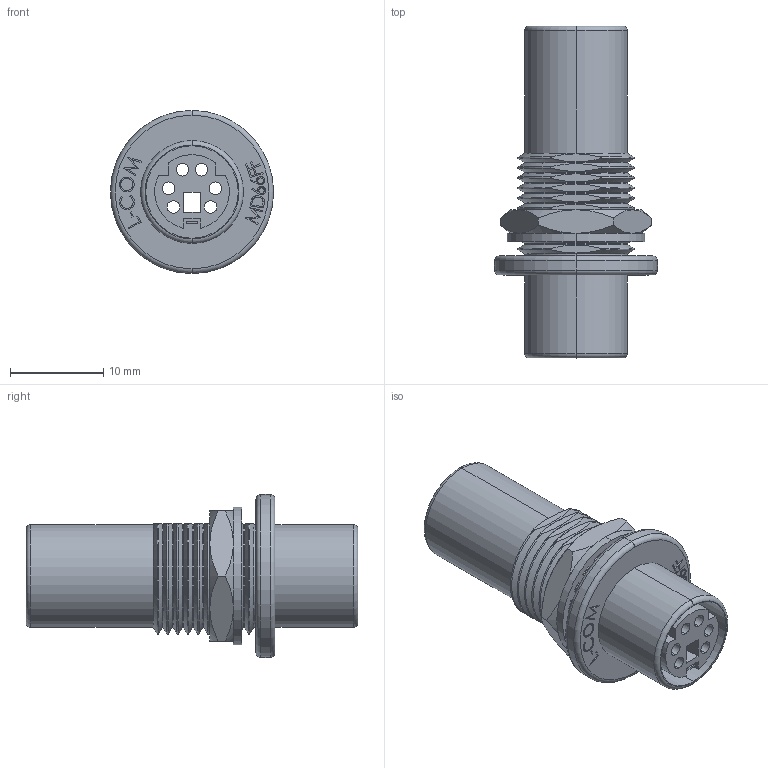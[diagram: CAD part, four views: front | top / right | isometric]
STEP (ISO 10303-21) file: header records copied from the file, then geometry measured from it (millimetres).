
FILE_DESCRIPTION (( 'STEP AP214' ), '1' );
FILE_NAME ('MD66FF.STEP', '2019-06-27T19:48:36', ( '' ), ( '' ), 'SwSTEP 2.0', 'SolidWorks 2018', '' );
FILE_SCHEMA (( 'AUTOMOTIVE_DESIGN' ));
Length unit declared in the file: inch
Products named in the file (5): 3AA02-008; MD66FF; 3AB10-003_MD66FF; MD66FF-MA1_no pin marking; 3AA03-005
Assembly tree (4 placements, depth 2):
  MD66FF
    3AB10-003_MD66FF
    MD66FF-MA1_no pin marking
    3AA03-005
    3AA02-008
Bounding box: 17.48 x 35.56 x 17.48 mm (x, y, z)
Volume: 2836 mm3; surface area: 5849.2 mm2
Topology: 4 solids, 4 shells, 396 faces, 1021 edges, 654 vertices
Faces by surface type: plane 181, cylinder 93, cone 52, bspline 42, torus 28
Entity records: 15157 total; most frequent: CARTESIAN_POINT 5484, ORIENTED_EDGE 2042, DIRECTION 1839, EDGE_CURVE 1021, VERTEX_POINT 654, AXIS2_PLACEMENT_3D 625, LINE 589, VECTOR 589
